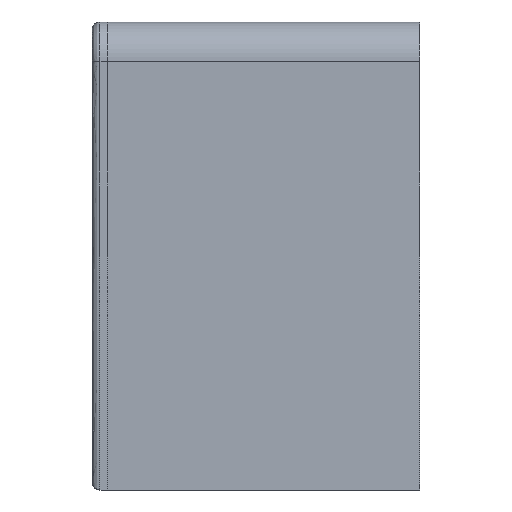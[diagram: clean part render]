
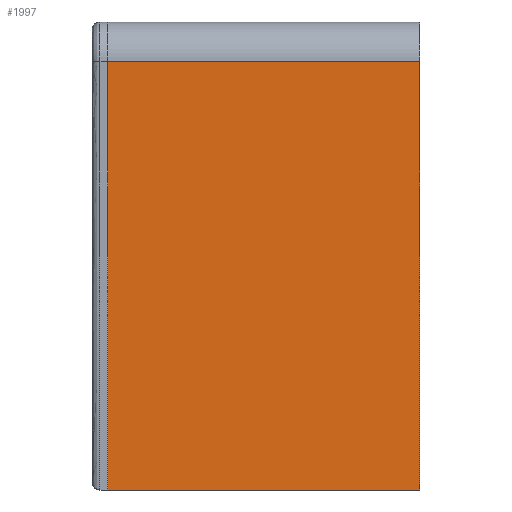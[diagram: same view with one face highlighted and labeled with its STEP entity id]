
A CAD part, left-side view. The second image highlights one B-rep face of the part: STEP entity #1997.
In plain terms, the highlighted free-form (B-spline) face has degree [1, 1] with [2, 2] control points.
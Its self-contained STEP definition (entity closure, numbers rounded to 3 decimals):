
#219=CARTESIAN_POINT('',(-45.,0.,55.));
#220=VERTEX_POINT('',#219);
#239=CARTESIAN_POINT('',(-45.,-40.,55.));
#240=VERTEX_POINT('',#239);
#241=CARTESIAN_POINT('',(-45.,-40.,55.));
#242=CARTESIAN_POINT('',(-45.,-32.,55.));
#243=CARTESIAN_POINT('',(-45.,-24.,55.));
#244=CARTESIAN_POINT('',(-45.,-16.,55.));
#245=CARTESIAN_POINT('',(-45.,-8.,55.));
#246=CARTESIAN_POINT('',(-45.,0.,55.));
#247=B_SPLINE_CURVE_WITH_KNOTS('',5,(#241,#242,#243,#244,#245,#246),.UNSPECIFIED.,.F.,.U.,(6,6),(0.,0.04),.UNSPECIFIED.);
#248=EDGE_CURVE('',#240,#220,#247,.T.);
#1958=CARTESIAN_POINT('',(-45.,-40.,55.));
#1959=CARTESIAN_POINT('',(-45.,0.,55.));
#1960=CARTESIAN_POINT('',(-45.,-40.,0.));
#1961=CARTESIAN_POINT('',(-45.,0.,0.));
#1962=B_SPLINE_SURFACE_WITH_KNOTS('',1,1,((#1958,#1959),(#1960,#1961)),.PLANE_SURF.,.F.,.F.,.U.,(2,2),(2,2),(0.,1.375),(0.,1.),.UNSPECIFIED.);
#1963=ORIENTED_EDGE('',*,*,#248,.F.);
#1964=CARTESIAN_POINT('',(-45.,-40.,0.));
#1965=VERTEX_POINT('',#1964);
#1966=CARTESIAN_POINT('',(-45.,-40.,55.));
#1967=CARTESIAN_POINT('',(-45.,-40.,44.));
#1968=CARTESIAN_POINT('',(-45.,-40.,33.));
#1969=CARTESIAN_POINT('',(-45.,-40.,22.));
#1970=CARTESIAN_POINT('',(-45.,-40.,11.));
#1971=CARTESIAN_POINT('',(-45.,-40.,0.));
#1972=B_SPLINE_CURVE_WITH_KNOTS('',5,(#1966,#1967,#1968,#1969,#1970,#1971),.UNSPECIFIED.,.F.,.U.,(6,6),(0.,0.055),.UNSPECIFIED.);
#1973=EDGE_CURVE('',#240,#1965,#1972,.T.);
#1974=ORIENTED_EDGE('',*,*,#1973,.T.);
#1975=CARTESIAN_POINT('',(-45.,0.,0.));
#1976=VERTEX_POINT('',#1975);
#1977=CARTESIAN_POINT('',(-45.,-40.,0.));
#1978=CARTESIAN_POINT('',(-45.,-32.,0.));
#1979=CARTESIAN_POINT('',(-45.,-24.,0.));
#1980=CARTESIAN_POINT('',(-45.,-16.,0.));
#1981=CARTESIAN_POINT('',(-45.,-8.,0.));
#1982=CARTESIAN_POINT('',(-45.,0.,0.));
#1983=B_SPLINE_CURVE_WITH_KNOTS('',5,(#1977,#1978,#1979,#1980,#1981,#1982),.UNSPECIFIED.,.F.,.U.,(6,6),(0.,0.04),.UNSPECIFIED.);
#1984=EDGE_CURVE('',#1965,#1976,#1983,.T.);
#1985=ORIENTED_EDGE('',*,*,#1984,.T.);
#1986=CARTESIAN_POINT('',(-45.,0.,55.));
#1987=CARTESIAN_POINT('',(-45.,0.,44.));
#1988=CARTESIAN_POINT('',(-45.,0.,33.));
#1989=CARTESIAN_POINT('',(-45.,0.,22.));
#1990=CARTESIAN_POINT('',(-45.,0.,11.));
#1991=CARTESIAN_POINT('',(-45.,0.,0.));
#1992=B_SPLINE_CURVE_WITH_KNOTS('',5,(#1986,#1987,#1988,#1989,#1990,#1991),.UNSPECIFIED.,.F.,.U.,(6,6),(0.,0.055),.UNSPECIFIED.);
#1993=EDGE_CURVE('',#220,#1976,#1992,.T.);
#1994=ORIENTED_EDGE('',*,*,#1993,.F.);
#1995=EDGE_LOOP('',(#1963,#1974,#1985,#1994));
#1996=FACE_OUTER_BOUND('',#1995,.F.);
#1997=ADVANCED_FACE('',(#1996),#1962,.F.);
